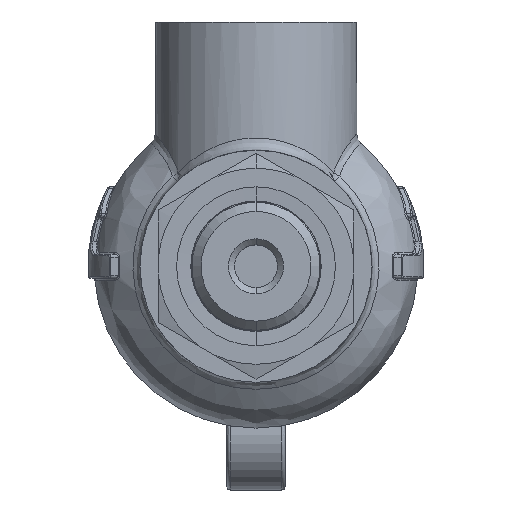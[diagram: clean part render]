
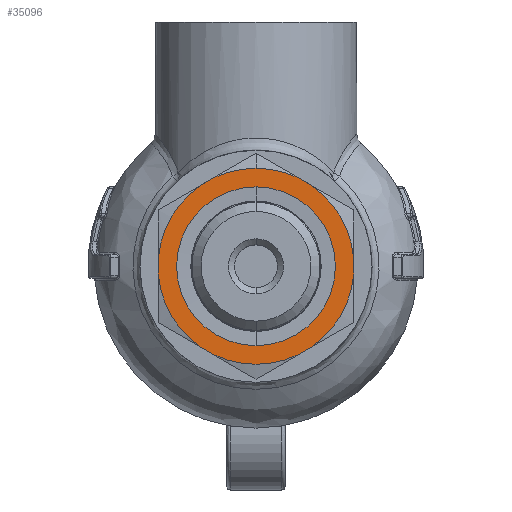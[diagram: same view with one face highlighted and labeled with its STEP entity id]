
A CAD part, front view. The second image highlights one B-rep face of the part: STEP entity #35096.
In plain terms, the highlighted planar face has unit normal (0, -1, 0).
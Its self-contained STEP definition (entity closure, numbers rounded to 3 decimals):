
#1424 = EDGE_CURVE ( 'NONE', #45433, #84719, #71672, .T. ) ;
#1565 = DIRECTION ( 'NONE',  ( 0., 1., 0. ) ) ;
#3546 = CIRCLE ( 'NONE', #60029, 16.05 ) ;
#4008 = EDGE_CURVE ( 'NONE', #64272, #51528, #69220, .T. ) ;
#5753 = CARTESIAN_POINT ( 'NONE',  ( 16., -12.5, -1.266 ) ) ;
#6274 = CARTESIAN_POINT ( 'NONE',  ( 0., -12.5, 0. ) ) ;
#6864 = CIRCLE ( 'NONE', #50382, 16.05 ) ;
#7449 = VERTEX_POINT ( 'NONE', #78632 ) ;
#8265 = ORIENTED_EDGE ( 'NONE', *, *, #68419, .T. ) ;
#8384 = CARTESIAN_POINT ( 'NONE',  ( -16., -12.5, -1.266 ) ) ;
#9380 = ORIENTED_EDGE ( 'NONE', *, *, #49460, .T. ) ;
#9584 = AXIS2_PLACEMENT_3D ( 'NONE', #77202, #84300, #83080 ) ;
#10600 = EDGE_CURVE ( 'NONE', #7449, #26689, #15008, .T. ) ;
#11183 = VERTEX_POINT ( 'NONE', #40975 ) ;
#12370 = DIRECTION ( 'NONE',  ( 0., 0., 1. ) ) ;
#13576 = PLANE ( 'NONE',  #9584 ) ;
#13603 = DIRECTION ( 'NONE',  ( 0., 0., 1. ) ) ;
#15008 = LINE ( 'NONE', #17059, #19401 ) ;
#15279 = DIRECTION ( 'NONE',  ( 0., 0., -1. ) ) ;
#15392 = VERTEX_POINT ( 'NONE', #15475 ) ;
#15475 = CARTESIAN_POINT ( 'NONE',  ( 0., -12.5, 13. ) ) ;
#16475 = DIRECTION ( 'NONE',  ( 0., 0., 1. ) ) ;
#16676 = VERTEX_POINT ( 'NONE', #38363 ) ;
#17059 = CARTESIAN_POINT ( 'NONE',  ( 0., -12.5, -18.475 ) ) ;
#17126 = CARTESIAN_POINT ( 'NONE',  ( 0., -12.5, 0. ) ) ;
#17648 = VERTEX_POINT ( 'NONE', #5753 ) ;
#19005 = EDGE_CURVE ( 'NONE', #16676, #34672, #43087, .T. ) ;
#19401 = VECTOR ( 'NONE', #89657, 1000. ) ;
#20438 = ORIENTED_EDGE ( 'NONE', *, *, #78058, .T. ) ;
#20519 = VERTEX_POINT ( 'NONE', #37690 ) ;
#21432 = DIRECTION ( 'NONE',  ( 0., 0., 1. ) ) ;
#21501 = AXIS2_PLACEMENT_3D ( 'NONE', #17126, #66270, #45537 ) ;
#22679 = CARTESIAN_POINT ( 'NONE',  ( -16., -12.5, 9.238 ) ) ;
#23592 = ORIENTED_EDGE ( 'NONE', *, *, #57877, .F. ) ;
#24266 = CIRCLE ( 'NONE', #34148, 13. ) ;
#24496 = DIRECTION ( 'NONE',  ( -0.866, 0., -0.5 ) ) ;
#26027 = CARTESIAN_POINT ( 'NONE',  ( 6.904, -12.5, 14.489 ) ) ;
#26307 = LINE ( 'NONE', #49886, #61722 ) ;
#26689 = VERTEX_POINT ( 'NONE', #55339 ) ;
#28031 = CARTESIAN_POINT ( 'NONE',  ( 16., -12.5, 1.266 ) ) ;
#30594 = CIRCLE ( 'NONE', #57313, 16.05 ) ;
#30683 = EDGE_CURVE ( 'NONE', #20519, #15392, #36361, .T. ) ;
#31911 = CARTESIAN_POINT ( 'NONE',  ( 16., -12.5, -9.238 ) ) ;
#33638 = ORIENTED_EDGE ( 'NONE', *, *, #82983, .T. ) ;
#34013 = EDGE_CURVE ( 'NONE', #45433, #17648, #43825, .T. ) ;
#34148 = AXIS2_PLACEMENT_3D ( 'NONE', #73214, #1565, #51894 ) ;
#34672 = VERTEX_POINT ( 'NONE', #51209 ) ;
#35096 = ADVANCED_FACE ( 'NONE', ( #75810, #56998 ), #13576, .T. ) ;
#35663 = ORIENTED_EDGE ( 'NONE', *, *, #89092, .T. ) ;
#36126 = VERTEX_POINT ( 'NONE', #64262 ) ;
#36361 = CIRCLE ( 'NONE', #40083, 13. ) ;
#37313 = DIRECTION ( 'NONE',  ( 0., -1., 0. ) ) ;
#37690 = CARTESIAN_POINT ( 'NONE',  ( 0., -12.5, -13. ) ) ;
#38363 = CARTESIAN_POINT ( 'NONE',  ( -9.096, -12.5, 13.223 ) ) ;
#39819 = DIRECTION ( 'NONE',  ( 0., 0., 1. ) ) ;
#40083 = AXIS2_PLACEMENT_3D ( 'NONE', #68532, #81223, #67933 ) ;
#40226 = LINE ( 'NONE', #81448, #82265 ) ;
#40975 = CARTESIAN_POINT ( 'NONE',  ( 0., -12.5, 16.05 ) ) ;
#42764 = LINE ( 'NONE', #64091, #44969 ) ;
#43087 = LINE ( 'NONE', #22679, #83954 ) ;
#43128 = EDGE_CURVE ( 'NONE', #51528, #17648, #42764, .T. ) ;
#43825 = CIRCLE ( 'NONE', #82898, 16.05 ) ;
#44510 = ORIENTED_EDGE ( 'NONE', *, *, #4008, .F. ) ;
#44690 = EDGE_LOOP ( 'NONE', ( #8265, #48786, #9380, #59419, #55442, #69102, #44510, #60023, #33638, #20438, #56903, #85855, #23592 ) ) ;
#44969 = VECTOR ( 'NONE', #15279, 1000. ) ;
#45433 = VERTEX_POINT ( 'NONE', #83684 ) ;
#45537 = DIRECTION ( 'NONE',  ( 0., 0., 1. ) ) ;
#46312 = DIRECTION ( 'NONE',  ( 0., -1., 0. ) ) ;
#46631 = CARTESIAN_POINT ( 'NONE',  ( 0., -12.5, 0. ) ) ;
#46879 = EDGE_CURVE ( 'NONE', #81614, #64272, #40226, .T. ) ;
#47079 = ORIENTED_EDGE ( 'NONE', *, *, #30683, .T. ) ;
#48780 = CARTESIAN_POINT ( 'NONE',  ( 0., -12.5, 0. ) ) ;
#48786 = ORIENTED_EDGE ( 'NONE', *, *, #10600, .F. ) ;
#49200 = CIRCLE ( 'NONE', #49994, 16.05 ) ;
#49460 = EDGE_CURVE ( 'NONE', #7449, #84719, #6864, .T. ) ;
#49886 = CARTESIAN_POINT ( 'NONE',  ( -16., -12.5, -9.238 ) ) ;
#49994 = AXIS2_PLACEMENT_3D ( 'NONE', #46631, #46312, #39819 ) ;
#50382 = AXIS2_PLACEMENT_3D ( 'NONE', #89910, #54667, #12370 ) ;
#51209 = CARTESIAN_POINT ( 'NONE',  ( -6.904, -12.5, 14.489 ) ) ;
#51528 = VERTEX_POINT ( 'NONE', #28031 ) ;
#51894 = DIRECTION ( 'NONE',  ( 0., 0., 1. ) ) ;
#52025 = EDGE_LOOP ( 'NONE', ( #35663, #47079 ) ) ;
#54667 = DIRECTION ( 'NONE',  ( 0., -1., 0. ) ) ;
#54756 = DIRECTION ( 'NONE',  ( 0., 0., 1. ) ) ;
#55339 = CARTESIAN_POINT ( 'NONE',  ( -9.096, -12.5, -13.223 ) ) ;
#55442 = ORIENTED_EDGE ( 'NONE', *, *, #34013, .T. ) ;
#55877 = DIRECTION ( 'NONE',  ( 0., -1., 0. ) ) ;
#56903 = ORIENTED_EDGE ( 'NONE', *, *, #19005, .F. ) ;
#56998 = FACE_BOUND ( 'NONE', #52025, .T. ) ;
#57012 = DIRECTION ( 'NONE',  ( 0.866, 0., 0.5 ) ) ;
#57313 = AXIS2_PLACEMENT_3D ( 'NONE', #6274, #82867, #54756 ) ;
#57877 = EDGE_CURVE ( 'NONE', #65140, #36126, #26307, .T. ) ;
#59419 = ORIENTED_EDGE ( 'NONE', *, *, #1424, .F. ) ;
#60023 = ORIENTED_EDGE ( 'NONE', *, *, #46879, .F. ) ;
#60029 = AXIS2_PLACEMENT_3D ( 'NONE', #48780, #55877, #13603 ) ;
#61722 = VECTOR ( 'NONE', #21432, 1000. ) ;
#62918 = CARTESIAN_POINT ( 'NONE',  ( 9.096, -12.5, 13.223 ) ) ;
#63428 = AXIS2_PLACEMENT_3D ( 'NONE', #79963, #37313, #87386 ) ;
#63946 = VECTOR ( 'NONE', #24496, 1000. ) ;
#64029 = CIRCLE ( 'NONE', #63428, 16.05 ) ;
#64091 = CARTESIAN_POINT ( 'NONE',  ( 16., -12.5, 9.238 ) ) ;
#64262 = CARTESIAN_POINT ( 'NONE',  ( -16., -12.5, 1.266 ) ) ;
#64272 = VERTEX_POINT ( 'NONE', #62918 ) ;
#65140 = VERTEX_POINT ( 'NONE', #8384 ) ;
#66270 = DIRECTION ( 'NONE',  ( 0., 1., 0. ) ) ;
#67933 = DIRECTION ( 'NONE',  ( 0., 0., 1. ) ) ;
#68419 = EDGE_CURVE ( 'NONE', #65140, #26689, #3546, .T. ) ;
#68532 = CARTESIAN_POINT ( 'NONE',  ( 0., -12.5, 0. ) ) ;
#69102 = ORIENTED_EDGE ( 'NONE', *, *, #43128, .F. ) ;
#69220 = CIRCLE ( 'NONE', #21501, 16.05 ) ;
#71278 = CARTESIAN_POINT ( 'NONE',  ( 6.904, -12.5, -14.489 ) ) ;
#71672 = LINE ( 'NONE', #31911, #63946 ) ;
#72429 = DIRECTION ( 'NONE',  ( 0., -1., 0. ) ) ;
#72726 = CARTESIAN_POINT ( 'NONE',  ( 0., -12.5, 0. ) ) ;
#73214 = CARTESIAN_POINT ( 'NONE',  ( 0., -12.5, 0. ) ) ;
#74253 = EDGE_CURVE ( 'NONE', #16676, #36126, #30594, .T. ) ;
#75810 = FACE_OUTER_BOUND ( 'NONE', #44690, .T. ) ;
#77202 = CARTESIAN_POINT ( 'NONE',  ( 0., -12.5, 13. ) ) ;
#78058 = EDGE_CURVE ( 'NONE', #11183, #34672, #64029, .T. ) ;
#78632 = CARTESIAN_POINT ( 'NONE',  ( -6.904, -12.5, -14.489 ) ) ;
#79963 = CARTESIAN_POINT ( 'NONE',  ( 0., -12.5, 0. ) ) ;
#81223 = DIRECTION ( 'NONE',  ( 0., 1., 0. ) ) ;
#81448 = CARTESIAN_POINT ( 'NONE',  ( 0., -12.5, 18.475 ) ) ;
#81614 = VERTEX_POINT ( 'NONE', #26027 ) ;
#82046 = DIRECTION ( 'NONE',  ( 0.866, 0., -0.5 ) ) ;
#82265 = VECTOR ( 'NONE', #82046, 1000. ) ;
#82867 = DIRECTION ( 'NONE',  ( 0., -1., 0. ) ) ;
#82898 = AXIS2_PLACEMENT_3D ( 'NONE', #72726, #72429, #16475 ) ;
#82983 = EDGE_CURVE ( 'NONE', #81614, #11183, #49200, .T. ) ;
#83080 = DIRECTION ( 'NONE',  ( 0., 0., -1. ) ) ;
#83684 = CARTESIAN_POINT ( 'NONE',  ( 9.096, -12.5, -13.223 ) ) ;
#83954 = VECTOR ( 'NONE', #57012, 1000. ) ;
#84300 = DIRECTION ( 'NONE',  ( 0., -1., 0. ) ) ;
#84719 = VERTEX_POINT ( 'NONE', #71278 ) ;
#85855 = ORIENTED_EDGE ( 'NONE', *, *, #74253, .T. ) ;
#87386 = DIRECTION ( 'NONE',  ( 0., 0., 1. ) ) ;
#89092 = EDGE_CURVE ( 'NONE', #15392, #20519, #24266, .T. ) ;
#89657 = DIRECTION ( 'NONE',  ( -0.866, 0., 0.5 ) ) ;
#89910 = CARTESIAN_POINT ( 'NONE',  ( 0., -12.5, 0. ) ) ;
